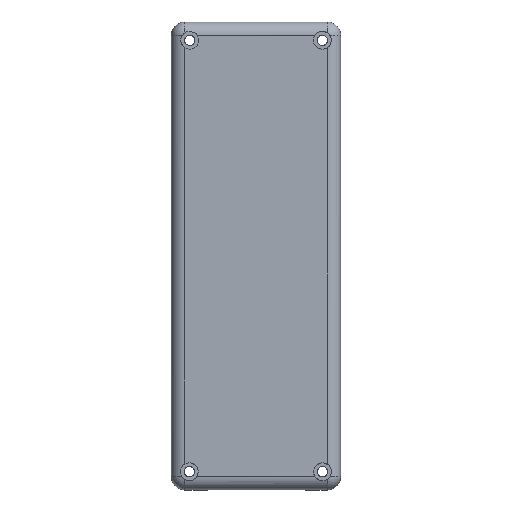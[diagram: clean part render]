
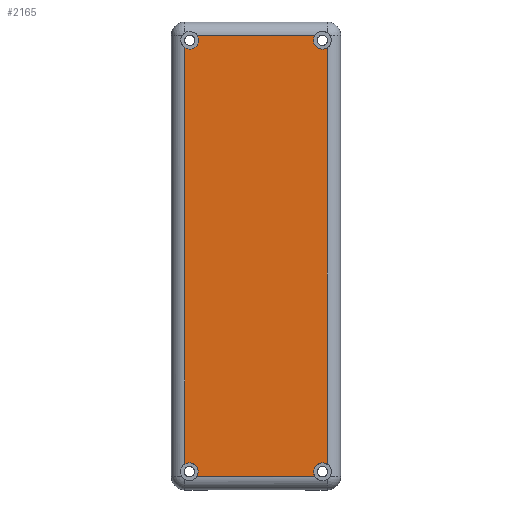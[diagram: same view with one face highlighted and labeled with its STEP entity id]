
A CAD part, top view. The second image highlights one B-rep face of the part: STEP entity #2165.
In plain terms, the highlighted planar face has unit normal (0, 0, 1).
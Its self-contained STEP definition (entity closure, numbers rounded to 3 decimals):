
#39=PLANE('',#2313);
#133=FACE_OUTER_BOUND('',#252,.T.);
#252=EDGE_LOOP('',(#1546,#1547,#1548,#1549,#1550,#1551,#1552,#1553,#1554,
#1555));
#377=LINE('',#3136,#628);
#398=LINE('',#3243,#649);
#399=LINE('',#3245,#650);
#400=LINE('',#3251,#651);
#628=VECTOR('',#2497,10.);
#649=VECTOR('',#2546,10.);
#650=VECTOR('',#2547,10.);
#651=VECTOR('',#2552,10.);
#875=CIRCLE('',#2287,2.);
#887=CIRCLE('',#2307,2.);
#888=CIRCLE('',#2308,2.);
#892=CIRCLE('',#2314,2.);
#893=CIRCLE('',#2315,2.);
#894=CIRCLE('',#2316,2.);
#949=VERTEX_POINT('',#3072);
#951=VERTEX_POINT('',#3086);
#963=VERTEX_POINT('',#3135);
#983=VERTEX_POINT('',#3193);
#985=VERTEX_POINT('',#3213);
#986=VERTEX_POINT('',#3226);
#992=VERTEX_POINT('',#3244);
#993=VERTEX_POINT('',#3246);
#994=VERTEX_POINT('',#3248);
#995=VERTEX_POINT('',#3250);
#1156=EDGE_CURVE('',#951,#949,#875,.T.);
#1172=EDGE_CURVE('',#951,#963,#377,.T.);
#1197=EDGE_CURVE('',#986,#985,#887,.T.);
#1199=EDGE_CURVE('',#983,#986,#888,.T.);
#1206=EDGE_CURVE('',#983,#949,#398,.T.);
#1207=EDGE_CURVE('',#992,#985,#399,.T.);
#1208=EDGE_CURVE('',#992,#993,#892,.T.);
#1209=EDGE_CURVE('',#993,#994,#893,.T.);
#1210=EDGE_CURVE('',#995,#994,#400,.T.);
#1211=EDGE_CURVE('',#995,#963,#894,.T.);
#1546=ORIENTED_EDGE('',*,*,#1156,.T.);
#1547=ORIENTED_EDGE('',*,*,#1206,.F.);
#1548=ORIENTED_EDGE('',*,*,#1199,.T.);
#1549=ORIENTED_EDGE('',*,*,#1197,.T.);
#1550=ORIENTED_EDGE('',*,*,#1207,.F.);
#1551=ORIENTED_EDGE('',*,*,#1208,.T.);
#1552=ORIENTED_EDGE('',*,*,#1209,.T.);
#1553=ORIENTED_EDGE('',*,*,#1210,.F.);
#1554=ORIENTED_EDGE('',*,*,#1211,.T.);
#1555=ORIENTED_EDGE('',*,*,#1172,.F.);
#2165=ADVANCED_FACE('',(#133),#39,.T.);
#2287=AXIS2_PLACEMENT_3D('',#3087,#2467,#2468);
#2307=AXIS2_PLACEMENT_3D('',#3227,#2528,#2529);
#2308=AXIS2_PLACEMENT_3D('',#3229,#2531,#2532);
#2313=AXIS2_PLACEMENT_3D('',#3242,#2544,#2545);
#2314=AXIS2_PLACEMENT_3D('',#3247,#2548,#2549);
#2315=AXIS2_PLACEMENT_3D('',#3249,#2550,#2551);
#2316=AXIS2_PLACEMENT_3D('',#3252,#2553,#2554);
#2467=DIRECTION('center_axis',(0.,0.,-1.));
#2468=DIRECTION('ref_axis',(1.,0.,0.));
#2497=DIRECTION('',(0.,1.,0.));
#2528=DIRECTION('center_axis',(0.,0.,-1.));
#2529=DIRECTION('ref_axis',(1.,0.,0.));
#2531=DIRECTION('center_axis',(0.,0.,-1.));
#2532=DIRECTION('ref_axis',(1.,0.,0.));
#2544=DIRECTION('center_axis',(0.,0.,1.));
#2545=DIRECTION('ref_axis',(1.,0.,0.));
#2546=DIRECTION('',(-1.,0.,0.));
#2547=DIRECTION('',(0.,-1.,0.));
#2548=DIRECTION('center_axis',(0.,0.,-1.));
#2549=DIRECTION('ref_axis',(1.,0.,0.));
#2550=DIRECTION('center_axis',(0.,0.,-1.));
#2551=DIRECTION('ref_axis',(1.,0.,0.));
#2552=DIRECTION('',(1.,0.,0.));
#2553=DIRECTION('center_axis',(0.,0.,-1.));
#2554=DIRECTION('ref_axis',(1.,0.,0.));
#3072=CARTESIAN_POINT('',(-13.285,-49.5,29.));
#3086=CARTESIAN_POINT('',(-16.,-46.71,29.));
#3087=CARTESIAN_POINT('Origin',(-14.971,-48.425,29.));
#3135=CARTESIAN_POINT('',(-16.,46.733,29.));
#3136=CARTESIAN_POINT('',(-16.,26.25,29.));
#3193=CARTESIAN_POINT('',(13.238,-49.5,29.));
#3213=CARTESIAN_POINT('',(16.,-46.739,29.));
#3226=CARTESIAN_POINT('',(12.925,-48.425,29.));
#3227=CARTESIAN_POINT('Origin',(14.925,-48.425,29.));
#3229=CARTESIAN_POINT('Origin',(14.925,-48.425,29.));
#3242=CARTESIAN_POINT('Origin',(0.,0.,29.));
#3243=CARTESIAN_POINT('',(-12.5,-49.5,29.));
#3244=CARTESIAN_POINT('',(16.,46.716,29.));
#3245=CARTESIAN_POINT('',(16.,-26.25,29.));
#3246=CARTESIAN_POINT('',(12.894,48.382,29.));
#3247=CARTESIAN_POINT('Origin',(14.894,48.382,29.));
#3248=CARTESIAN_POINT('',(13.235,49.5,29.));
#3249=CARTESIAN_POINT('Origin',(14.894,48.382,29.));
#3250=CARTESIAN_POINT('',(-13.206,49.5,29.));
#3251=CARTESIAN_POINT('',(12.5,49.5,29.));
#3252=CARTESIAN_POINT('Origin',(-14.861,48.377,29.));
